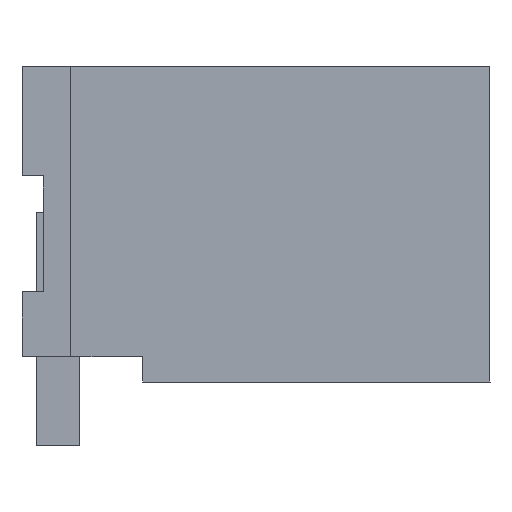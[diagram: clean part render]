
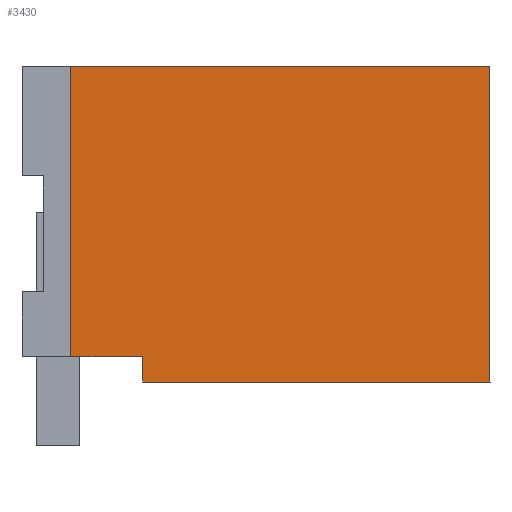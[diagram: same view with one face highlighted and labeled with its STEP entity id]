
A CAD part, left-side view. The second image highlights one B-rep face of the part: STEP entity #3430.
In plain terms, the highlighted planar face has unit normal (-1, 0, 0).
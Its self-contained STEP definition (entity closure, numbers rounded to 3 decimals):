
#3408=AXIS2_PLACEMENT_3D('Plane Axis2P3D',#3405,#3406,#3407) ;
#618=CARTESIAN_POINT('Vertex',(0.,8.2,2.1)) ;
#621=CARTESIAN_POINT('Line Origine',(0.,9.05,2.1)) ;
#625=CARTESIAN_POINT('Vertex',(0.,9.9,2.1)) ;
#810=CARTESIAN_POINT('Line Origine',(0.,9.9,5.525)) ;
#814=CARTESIAN_POINT('Vertex',(0.,9.9,8.95)) ;
#1150=CARTESIAN_POINT('Line Origine',(0.,4.95,8.95)) ;
#1154=CARTESIAN_POINT('Vertex',(0.,0.,8.95)) ;
#3389=CARTESIAN_POINT('Vertex',(0.,8.2,1.5)) ;
#3392=CARTESIAN_POINT('Line Origine',(0.,8.2,1.8)) ;
#3405=CARTESIAN_POINT('Axis2P3D Location',(0.,11.05,-1.55)) ;
#3410=CARTESIAN_POINT('Line Origine',(0.,4.1,1.5)) ;
#3414=CARTESIAN_POINT('Vertex',(0.,0.,1.5)) ;
#3417=CARTESIAN_POINT('Line Origine',(0.,0.,5.225)) ;
#622=DIRECTION('Vector Direction',(0.,-1.,0.)) ;
#811=DIRECTION('Vector Direction',(0.,0.,-1.)) ;
#1151=DIRECTION('Vector Direction',(0.,1.,0.)) ;
#3393=DIRECTION('Vector Direction',(0.,0.,1.)) ;
#3406=DIRECTION('Axis2P3D Direction',(-1.,0.,0.)) ;
#3407=DIRECTION('Axis2P3D XDirection',(0.,-1.,0.)) ;
#3411=DIRECTION('Vector Direction',(0.,1.,0.)) ;
#3418=DIRECTION('Vector Direction',(0.,0.,-1.)) ;
#623=VECTOR('Line Direction',#622,1.) ;
#812=VECTOR('Line Direction',#811,1.) ;
#1152=VECTOR('Line Direction',#1151,1.) ;
#3394=VECTOR('Line Direction',#3393,1.) ;
#3412=VECTOR('Line Direction',#3411,1.) ;
#3419=VECTOR('Line Direction',#3418,1.) ;
#3423=ORIENTED_EDGE('',*,*,#627,.T.) ;
#3424=ORIENTED_EDGE('',*,*,#3396,.F.) ;
#3425=ORIENTED_EDGE('',*,*,#3416,.T.) ;
#3426=ORIENTED_EDGE('',*,*,#3421,.T.) ;
#3427=ORIENTED_EDGE('',*,*,#1156,.T.) ;
#3428=ORIENTED_EDGE('',*,*,#816,.T.) ;
#3430=ADVANCED_FACE('HOUSING',(#3429),#3409,.T.) ;
#627=EDGE_CURVE('',#626,#619,#624,.T.) ;
#816=EDGE_CURVE('',#815,#626,#813,.T.) ;
#1156=EDGE_CURVE('',#1155,#815,#1153,.T.) ;
#3396=EDGE_CURVE('',#3390,#619,#3395,.T.) ;
#3416=EDGE_CURVE('',#3390,#3415,#3413,.F.) ;
#3421=EDGE_CURVE('',#3415,#1155,#3420,.F.) ;
#3422=EDGE_LOOP('',(#3423,#3424,#3425,#3426,#3427,#3428)) ;
#3429=FACE_OUTER_BOUND('',#3422,.T.) ;
#624=LINE('Line',#621,#623) ;
#813=LINE('Line',#810,#812) ;
#1153=LINE('Line',#1150,#1152) ;
#3395=LINE('Line',#3392,#3394) ;
#3413=LINE('Line',#3410,#3412) ;
#3420=LINE('Line',#3417,#3419) ;
#3409=PLANE('',#3408) ;
#619=VERTEX_POINT('',#618) ;
#626=VERTEX_POINT('',#625) ;
#815=VERTEX_POINT('',#814) ;
#1155=VERTEX_POINT('',#1154) ;
#3390=VERTEX_POINT('',#3389) ;
#3415=VERTEX_POINT('',#3414) ;
